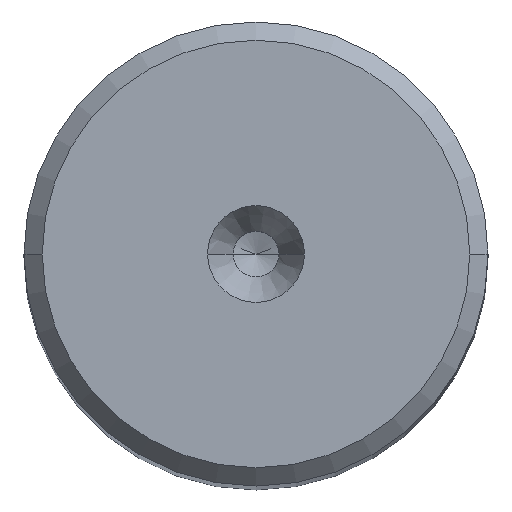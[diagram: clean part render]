
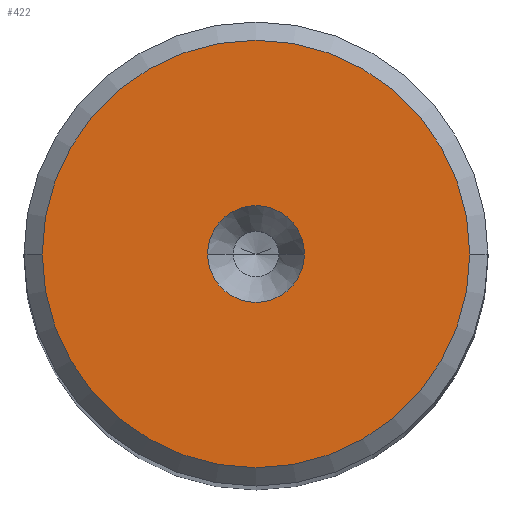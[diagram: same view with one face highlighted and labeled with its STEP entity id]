
A CAD part, top view. The second image highlights one B-rep face of the part: STEP entity #422.
In plain terms, the highlighted planar face has unit normal (0, 0, 1).
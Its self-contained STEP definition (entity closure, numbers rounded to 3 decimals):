
#106=FACE_BOUND('',#789,.T.);
#107=FACE_BOUND('',#790,.T.);
#422=ADVANCED_FACE('',(#106,#107),#519,.T.);
#519=PLANE('',#3449);
#789=EDGE_LOOP('',(#1709,#1710,#1711,#1712));
#790=EDGE_LOOP('',(#1713,#1714));
#1709=ORIENTED_EDGE('',*,*,#2709,.F.);
#1710=ORIENTED_EDGE('',*,*,#2708,.F.);
#1711=ORIENTED_EDGE('',*,*,#2706,.F.);
#1712=ORIENTED_EDGE('',*,*,#2705,.F.);
#1713=ORIENTED_EDGE('',*,*,#2710,.F.);
#1714=ORIENTED_EDGE('',*,*,#2711,.F.);
#2282=VERTEX_POINT('',#5882);
#2283=VERTEX_POINT('',#5884);
#2284=VERTEX_POINT('',#5886);
#2285=VERTEX_POINT('',#5890);
#2286=VERTEX_POINT('',#5894);
#2287=VERTEX_POINT('',#5895);
#2705=EDGE_CURVE('',#2282,#2283,#3016,.T.);
#2706=EDGE_CURVE('',#2283,#2284,#3017,.T.);
#2708=EDGE_CURVE('',#2284,#2285,#3018,.T.);
#2709=EDGE_CURVE('',#2285,#2282,#3019,.T.);
#2710=EDGE_CURVE('',#2286,#2287,#3020,.T.);
#2711=EDGE_CURVE('',#2287,#2286,#3021,.T.);
#3016=CIRCLE('',#3441,11.7);
#3017=CIRCLE('',#3442,11.7);
#3018=CIRCLE('',#3444,11.7);
#3019=CIRCLE('',#3445,11.7);
#3020=CIRCLE('',#3447,2.65);
#3021=CIRCLE('',#3448,2.65);
#3441=AXIS2_PLACEMENT_3D('',#5883,#4207,#4208);
#3442=AXIS2_PLACEMENT_3D('',#5885,#4209,#4210);
#3444=AXIS2_PLACEMENT_3D('',#5889,#4214,#4215);
#3445=AXIS2_PLACEMENT_3D('',#5891,#4216,#4217);
#3447=AXIS2_PLACEMENT_3D('',#5893,#4220,#4221);
#3448=AXIS2_PLACEMENT_3D('',#5896,#4222,#4223);
#3449=AXIS2_PLACEMENT_3D('',#5897,#4224,#4225);
#4207=DIRECTION('',(0.,0.,-1.));
#4208=DIRECTION('',(1.,0.,0.));
#4209=DIRECTION('',(0.,0.,-1.));
#4210=DIRECTION('',(0.,-1.,0.));
#4214=DIRECTION('',(0.,0.,-1.));
#4215=DIRECTION('',(-1.,0.,0.));
#4216=DIRECTION('',(0.,0.,-1.));
#4217=DIRECTION('',(0.,1.,0.));
#4220=DIRECTION('',(0.,0.,1.));
#4221=DIRECTION('',(-1.,0.,0.));
#4222=DIRECTION('',(0.,0.,1.));
#4223=DIRECTION('',(1.,0.,0.));
#4224=DIRECTION('',(0.,0.,1.));
#4225=DIRECTION('',(1.,0.,0.));
#5882=CARTESIAN_POINT('',(11.7,0.,0.));
#5883=CARTESIAN_POINT('',(0.,0.,0.));
#5884=CARTESIAN_POINT('',(0.,-11.7,0.));
#5885=CARTESIAN_POINT('',(0.,0.,0.));
#5886=CARTESIAN_POINT('',(-11.7,0.,0.));
#5889=CARTESIAN_POINT('',(0.,0.,0.));
#5890=CARTESIAN_POINT('',(0.,11.7,0.));
#5891=CARTESIAN_POINT('',(0.,0.,0.));
#5893=CARTESIAN_POINT('',(0.,0.,0.));
#5894=CARTESIAN_POINT('',(-2.65,0.,0.));
#5895=CARTESIAN_POINT('',(2.65,0.,0.));
#5896=CARTESIAN_POINT('',(0.,0.,0.));
#5897=CARTESIAN_POINT('',(0.,0.,0.));
